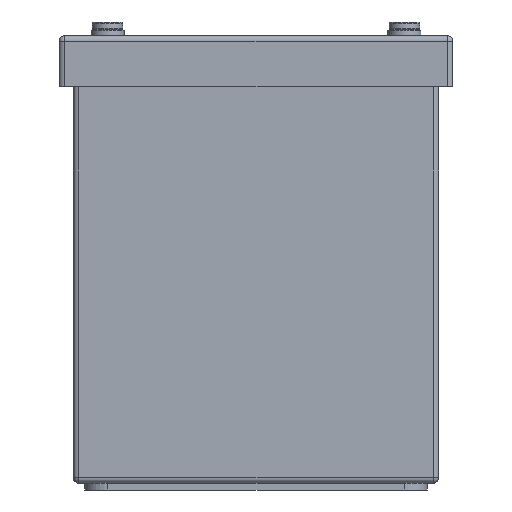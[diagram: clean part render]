
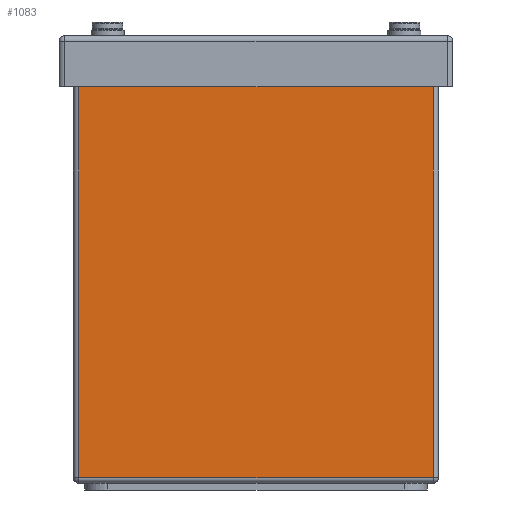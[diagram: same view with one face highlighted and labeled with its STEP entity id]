
A CAD part, left-side view. The second image highlights one B-rep face of the part: STEP entity #1083.
In plain terms, the highlighted planar face has unit normal (-1, 0, 0).
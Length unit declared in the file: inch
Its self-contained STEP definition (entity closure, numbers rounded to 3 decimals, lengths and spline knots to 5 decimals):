
#114 = ORIENTED_EDGE ( 'NONE', *, *, #1502, .T. ) ;
#483 = CARTESIAN_POINT ( 'NONE',  ( 0., 4., 4.69 ) ) ;
#931 = EDGE_LOOP ( 'NONE', ( #114, #5898, #11074, #3038 ) ) ;
#994 = VECTOR ( 'NONE', #9195, 39.37008 ) ;
#1083 = ADVANCED_FACE ( 'NONE', ( #11078 ), #5955, .T. ) ;
#1502 = EDGE_CURVE ( 'NONE', #10208, #11634, #8719, .T. ) ;
#2432 = DIRECTION ( 'NONE',  ( 0., -1., 0. ) ) ;
#3038 = ORIENTED_EDGE ( 'NONE', *, *, #7425, .T. ) ;
#3298 = CARTESIAN_POINT ( 'NONE',  ( 0., 3.94, 0. ) ) ;
#3398 = CARTESIAN_POINT ( 'NONE',  ( 0., 0.06, 0.06 ) ) ;
#3763 = CARTESIAN_POINT ( 'NONE',  ( 0., 0.06, 4.69 ) ) ;
#4655 = VECTOR ( 'NONE', #7538, 39.37008 ) ;
#5021 = CARTESIAN_POINT ( 'NONE',  ( 0., 0.06, 0. ) ) ;
#5285 = LINE ( 'NONE', #3298, #8661 ) ;
#5898 = ORIENTED_EDGE ( 'NONE', *, *, #9194, .T. ) ;
#5955 = PLANE ( 'NONE',  #6615 ) ;
#6380 = VERTEX_POINT ( 'NONE', #3763 ) ;
#6391 = VECTOR ( 'NONE', #2432, 39.37008 ) ;
#6615 = AXIS2_PLACEMENT_3D ( 'NONE', #9026, #7170, #10115 ) ;
#7170 = DIRECTION ( 'NONE',  ( -1., 0., 0. ) ) ;
#7413 = CARTESIAN_POINT ( 'NONE',  ( 0., 3.94, 4.69 ) ) ;
#7425 = EDGE_CURVE ( 'NONE', #10711, #10208, #5285, .T. ) ;
#7538 = DIRECTION ( 'NONE',  ( 0., 1., 0. ) ) ;
#7688 = CARTESIAN_POINT ( 'NONE',  ( 0., 0., 0.06 ) ) ;
#8564 = LINE ( 'NONE', #483, #4655 ) ;
#8661 = VECTOR ( 'NONE', #11774, 39.37008 ) ;
#8719 = LINE ( 'NONE', #7688, #6391 ) ;
#9026 = CARTESIAN_POINT ( 'NONE',  ( 0., 4., 0. ) ) ;
#9194 = EDGE_CURVE ( 'NONE', #11634, #6380, #10216, .T. ) ;
#9195 = DIRECTION ( 'NONE',  ( 0., 0., 1. ) ) ;
#9981 = CARTESIAN_POINT ( 'NONE',  ( 0., 3.94, 0.06 ) ) ;
#10115 = DIRECTION ( 'NONE',  ( 0., 0., 1. ) ) ;
#10208 = VERTEX_POINT ( 'NONE', #9981 ) ;
#10216 = LINE ( 'NONE', #5021, #994 ) ;
#10711 = VERTEX_POINT ( 'NONE', #7413 ) ;
#11074 = ORIENTED_EDGE ( 'NONE', *, *, #12966, .T. ) ;
#11078 = FACE_OUTER_BOUND ( 'NONE', #931, .T. ) ;
#11634 = VERTEX_POINT ( 'NONE', #3398 ) ;
#11774 = DIRECTION ( 'NONE',  ( 0., 0., -1. ) ) ;
#12966 = EDGE_CURVE ( 'NONE', #6380, #10711, #8564, .T. ) ;
